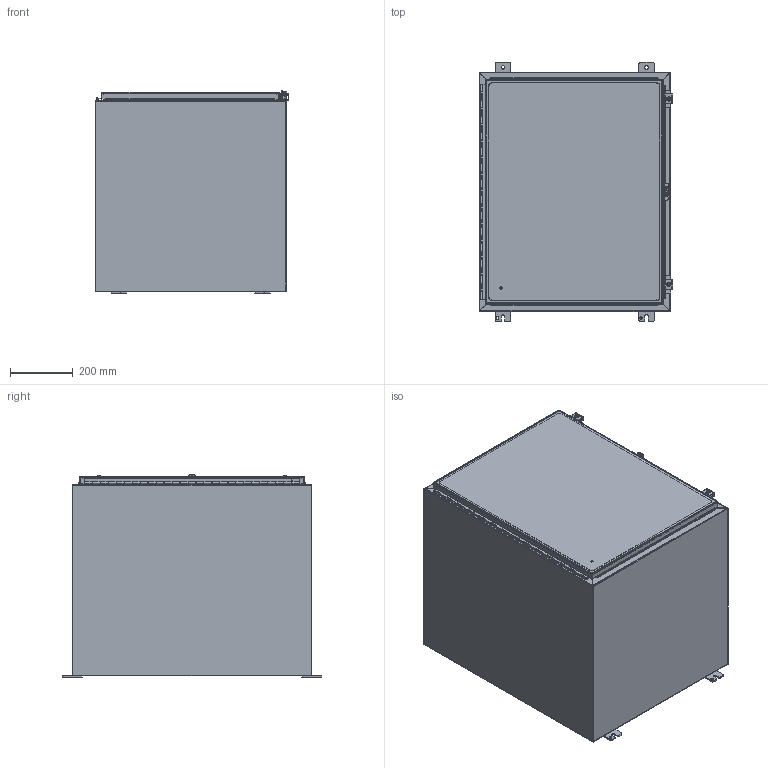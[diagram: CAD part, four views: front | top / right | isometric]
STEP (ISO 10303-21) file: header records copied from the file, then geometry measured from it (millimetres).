
FILE_DESCRIPTION((''),'2;1');
FILE_NAME('N12302424.stp','2012-02-20T15:52:21',('dnichola'),(''),'Autodesk Inventor 2012','Autodesk Inventor 2012','');
FILE_SCHEMA(('AUTOMOTIVE_DESIGN { 1 0 10303 214 1 1 1 1 }'));
Length unit declared in the file: inch
Products named in the file (20): N12302424; 34840; 38413; N122424TB; N12302424BLR; 28x22; 38846; 3293; N123024LID; 328133; 328133T; 328133L; 328133P; 30823; 30824; 30824-1; HFW30825-2; HFW30825-3; HFW30825-4; 3889
Assembly tree (28 placements, depth 3):
  N12302424
    34840  x4
    38413
    N122424TB  x2
    N12302424BLR
    28x22
    38846
    3293
    N123024LID
    328133
      328133T
      328133L
      328133P
    30823  x2
    30824  x2
      30824-1
      HFW30825-2
      HFW30825-3
      HFW30825-4
    3889  x4
Bounding box: 617.49 x 825.5 x 645.42 mm (x, y, z)
Volume: 5461275.4 mm3; surface area: 5713361.7 mm2
Topology: 29 solids, 29 shells, 918 faces, 2362 edges, 1520 vertices
Faces by surface type: plane 540, cylinder 277, bspline 63, torus 16, sphere 12, cone 10
Full cylindrical faces by diameter (mm): 2.794 x6, 2.921 x2, 3.048 x1, 3.967 x1, 5.359 x2, 6.35 x3, 7.137 x2, 7.95 x4, 8.382 x8, 8.56 x1, 8.89 x2, 11.125 x4, 12.7 x3, 13.208 x2, 15.875 x4
Entity records: 24124 total; most frequent: CARTESIAN_POINT 6134, DIRECTION 3496, ORIENTED_EDGE 3496, EDGE_CURVE 1748, VECTOR 1212, LINE 1212, VERTEX_POINT 1144, AXIS2_PLACEMENT_3D 1142
